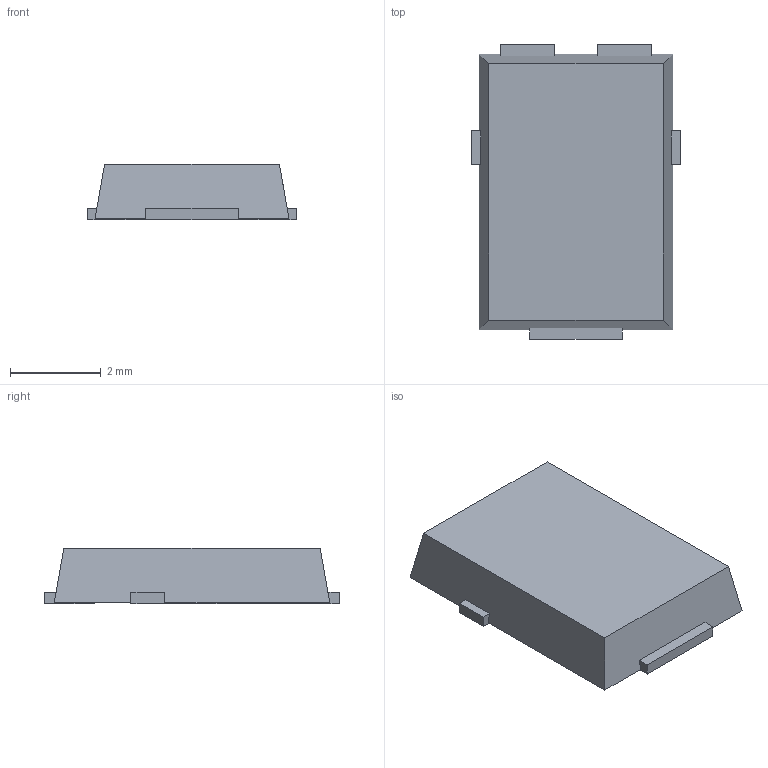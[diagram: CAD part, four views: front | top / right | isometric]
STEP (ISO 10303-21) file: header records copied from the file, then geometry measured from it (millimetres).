
FILE_DESCRIPTION (( 'STEP AP214' ), '1' );
FILE_NAME ('TO-277A.step', '2018-01-26T22:42:33', ( '' ), ( '' ), 'SwSTEP 2.0', 'SolidWorks 2017', '' );
FILE_SCHEMA (( 'AUTOMOTIVE_DESIGN' ));
Length unit declared in the file: millimetre
Products named in the file (1): TO-277A
Bounding box: 4.6 x 6.5 x 1.22 mm (x, y, z)
Volume: 29.8 mm3; surface area: 81.7 mm2
Topology: 3 solids, 3 shells, 36 faces, 90 edges, 60 vertices
Faces by surface type: plane 36
Entity records: 1194 total; most frequent: CARTESIAN_POINT 187, ORIENTED_EDGE 180, DIRECTION 164, LINE 90, EDGE_CURVE 90, VECTOR 90, VERTEX_POINT 60, AXIS2_PLACEMENT_3D 37
